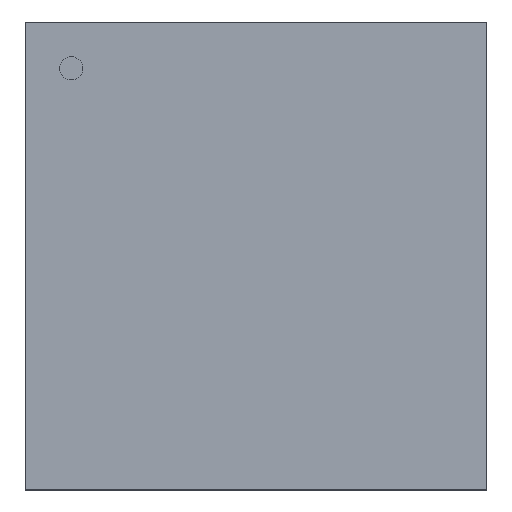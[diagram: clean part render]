
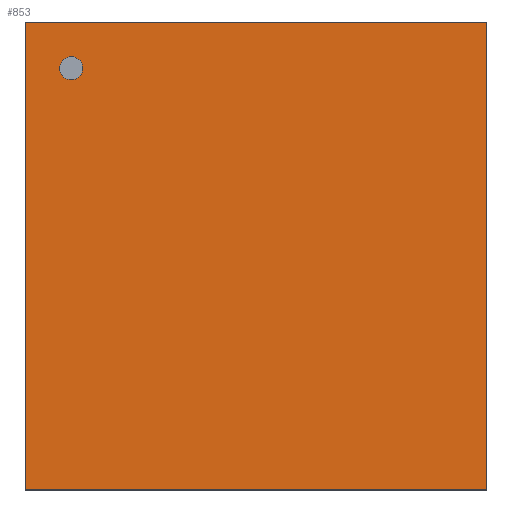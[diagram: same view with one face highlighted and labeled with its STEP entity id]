
A CAD part, top view. The second image highlights one B-rep face of the part: STEP entity #853.
In plain terms, the highlighted planar face has unit normal (0, 0, 1).
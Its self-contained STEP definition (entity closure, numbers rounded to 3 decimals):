
#629=CARTESIAN_POINT('',(1.003,-1.016,1.27));
#628=VERTEX_POINT('',#629);
#639=CARTESIAN_POINT('',(-1.003,-1.016,1.27));
#638=VERTEX_POINT('',#639);
#637=EDGE_CURVE('',#638,#628,#642,.T.);
#642=LINE('',#639,#644);
#644=VECTOR('',#645,2.007);
#645=DIRECTION('',(1.0,0.0,0.0));
#678=CARTESIAN_POINT('',(1.003,1.016,1.27));
#677=VERTEX_POINT('',#678);
#686=EDGE_CURVE('',#628,#677,#691,.T.);
#691=LINE('',#629,#693);
#693=VECTOR('',#694,2.032);
#694=DIRECTION('',(0.0,1.0,0.0));
#727=CARTESIAN_POINT('',(-1.003,1.016,1.27));
#726=VERTEX_POINT('',#727);
#735=EDGE_CURVE('',#677,#726,#740,.T.);
#740=LINE('',#678,#742);
#742=VECTOR('',#743,2.007);
#743=DIRECTION('',(-1.0,0.0,0.0));
#784=EDGE_CURVE('',#726,#638,#789,.T.);
#789=LINE('',#727,#791);
#791=VECTOR('',#792,2.032);
#792=DIRECTION('',(0.0,-1.0,0.0));
#853=ADVANCED_FACE('',(#859),#854,.T.);
#854=PLANE('',#855);
#855=AXIS2_PLACEMENT_3D('',#856,#857,#858);
#856=CARTESIAN_POINT('',(-1.003,-1.016,1.27));
#857=DIRECTION('',(0.0,0.0,1.0));
#858=DIRECTION('',(0.,1.,0.));
#859=FACE_OUTER_BOUND('',#860,.T.);
#860=EDGE_LOOP('',(#861,#871,#881,#891));
#861=ORIENTED_EDGE('',*,*,#637,.T.);
#871=ORIENTED_EDGE('',*,*,#686,.T.);
#881=ORIENTED_EDGE('',*,*,#735,.T.);
#891=ORIENTED_EDGE('',*,*,#784,.T.);
